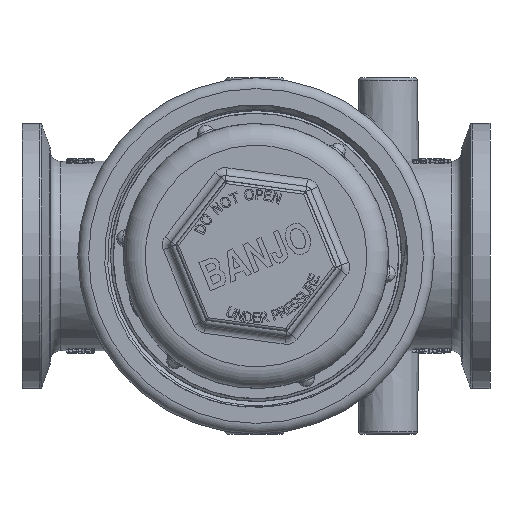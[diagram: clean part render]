
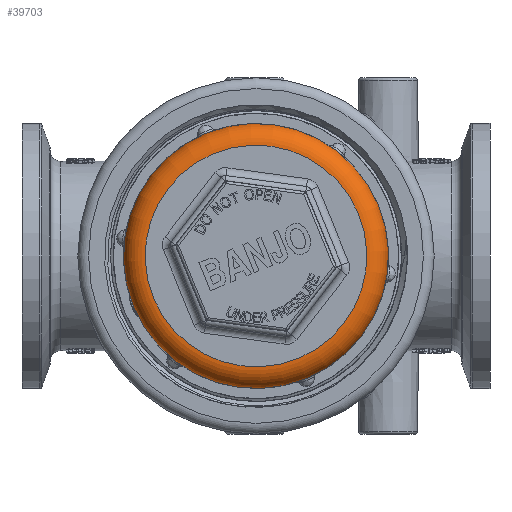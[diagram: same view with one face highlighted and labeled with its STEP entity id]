
A CAD part, front view. The second image highlights one B-rep face of the part: STEP entity #39703.
In plain terms, the highlighted toroidal (fillet/blend) face has major radius 32.544 mm and minor radius 6.35 mm.
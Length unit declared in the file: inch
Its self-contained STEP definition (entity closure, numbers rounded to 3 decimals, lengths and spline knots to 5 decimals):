
#212=TOROIDAL_SURFACE('',#42777,1.28125,0.25);
#3666=FACE_OUTER_BOUND('',#6033,.T.);
#6033=EDGE_LOOP('',(#32350,#32351,#32352,#32353,#32354,#32355,#32356));
#9633=CIRCLE('',#42641,1.28125);
#9634=CIRCLE('',#42642,1.28125);
#9696=CIRCLE('',#42749,1.53125);
#9697=CIRCLE('',#42750,1.53125);
#9698=CIRCLE('',#42751,1.53125);
#9712=CIRCLE('',#42778,0.25);
#18129=VERTEX_POINT('',#110553);
#18130=VERTEX_POINT('',#110554);
#18193=VERTEX_POINT('',#112587);
#18194=VERTEX_POINT('',#112589);
#18195=VERTEX_POINT('',#112591);
#23086=EDGE_CURVE('',#18129,#18130,#9633,.T.);
#23087=EDGE_CURVE('',#18130,#18129,#9634,.T.);
#23208=EDGE_CURVE('',#18193,#18194,#9696,.T.);
#23209=EDGE_CURVE('',#18194,#18195,#9697,.T.);
#23210=EDGE_CURVE('',#18195,#18193,#9698,.T.);
#23261=EDGE_CURVE('',#18194,#18130,#9712,.T.);
#32350=ORIENTED_EDGE('',*,*,#23210,.F.);
#32351=ORIENTED_EDGE('',*,*,#23209,.F.);
#32352=ORIENTED_EDGE('',*,*,#23261,.T.);
#32353=ORIENTED_EDGE('',*,*,#23087,.T.);
#32354=ORIENTED_EDGE('',*,*,#23086,.T.);
#32355=ORIENTED_EDGE('',*,*,#23261,.F.);
#32356=ORIENTED_EDGE('',*,*,#23208,.F.);
#39703=ADVANCED_FACE('',(#3666),#212,.T.);
#42641=AXIS2_PLACEMENT_3D('',#110555,#48175,#48176);
#42642=AXIS2_PLACEMENT_3D('',#110556,#48177,#48178);
#42749=AXIS2_PLACEMENT_3D('',#112590,#48433,#48434);
#42750=AXIS2_PLACEMENT_3D('',#112592,#48435,#48436);
#42751=AXIS2_PLACEMENT_3D('',#112593,#48437,#48438);
#42777=AXIS2_PLACEMENT_3D('',#115494,#48494,#48495);
#42778=AXIS2_PLACEMENT_3D('',#115495,#48496,#48497);
#48175=DIRECTION('center_axis',(0.,1.,0.));
#48176=DIRECTION('ref_axis',(-1.,0.,0.));
#48177=DIRECTION('center_axis',(0.,1.,0.));
#48178=DIRECTION('ref_axis',(-1.,0.,0.));
#48433=DIRECTION('center_axis',(0.,1.,0.));
#48434=DIRECTION('ref_axis',(-1.,0.,0.));
#48435=DIRECTION('center_axis',(0.,1.,0.));
#48436=DIRECTION('ref_axis',(-1.,0.,0.));
#48437=DIRECTION('center_axis',(0.,1.,0.));
#48438=DIRECTION('ref_axis',(-1.,0.,0.));
#48494=DIRECTION('center_axis',(0.,1.,0.));
#48495=DIRECTION('ref_axis',(0.,0.,1.));
#48496=DIRECTION('center_axis',(-1.,0.,0.));
#48497=DIRECTION('ref_axis',(0.,0.,-1.));
#110553=CARTESIAN_POINT('',(-1.28125,-6.785,0.));
#110554=CARTESIAN_POINT('',(0.,-6.785,-1.28125));
#110555=CARTESIAN_POINT('Origin',(0.,-6.785,0.));
#110556=CARTESIAN_POINT('Origin',(0.,-6.785,0.));
#112587=CARTESIAN_POINT('',(1.53125,-6.535,0.));
#112589=CARTESIAN_POINT('',(0.,-6.535,-1.53125));
#112590=CARTESIAN_POINT('Origin',(0.,-6.535,0.));
#112591=CARTESIAN_POINT('',(-1.53125,-6.535,0.));
#112592=CARTESIAN_POINT('Origin',(0.,-6.535,0.));
#112593=CARTESIAN_POINT('Origin',(0.,-6.535,0.));
#115494=CARTESIAN_POINT('Origin',(0.,-6.535,0.));
#115495=CARTESIAN_POINT('Origin',(0.,-6.535,-1.28125));
